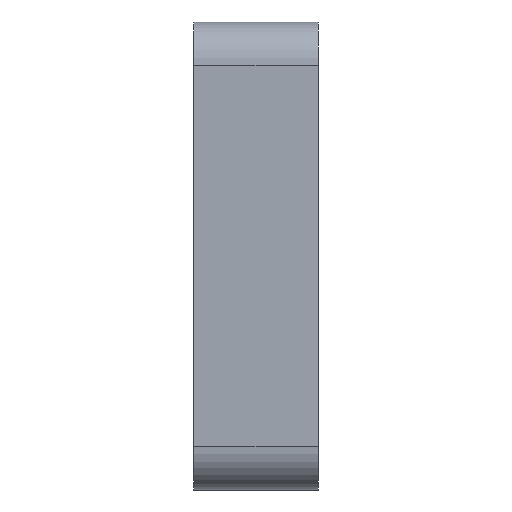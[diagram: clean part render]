
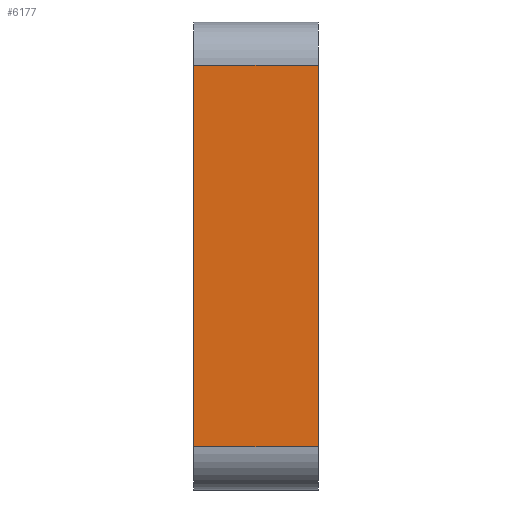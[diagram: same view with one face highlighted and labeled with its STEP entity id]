
A CAD part, left-side view. The second image highlights one B-rep face of the part: STEP entity #6177.
In plain terms, the highlighted planar face has unit normal (-1, 0, 0).
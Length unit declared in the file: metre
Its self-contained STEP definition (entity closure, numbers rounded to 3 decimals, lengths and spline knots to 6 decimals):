
#680=ORIENTED_EDGE('',*,*,#2425,.F.);
#681=ORIENTED_EDGE('',*,*,#2099,.F.);
#682=ORIENTED_EDGE('',*,*,#2423,.T.);
#683=ORIENTED_EDGE('',*,*,#2421,.T.);
#2099=EDGE_CURVE('',#3006,#3007,#3617,.T.);
#2421=EDGE_CURVE('',#3282,#3281,#3885,.T.);
#2423=EDGE_CURVE('',#3006,#3282,#3886,.T.);
#2425=EDGE_CURVE('',#3007,#3281,#3888,.T.);
#3006=VERTEX_POINT('',#8855);
#3007=VERTEX_POINT('',#8857);
#3281=VERTEX_POINT('',#9478);
#3282=VERTEX_POINT('',#9480);
#3617=LINE('',#8856,#4371);
#3885=LINE('',#9479,#4639);
#3886=LINE('',#9483,#4640);
#3888=LINE('',#9486,#4642);
#4371=VECTOR('',#7113,1.);
#4639=VECTOR('',#7541,1.);
#4640=VECTOR('',#7546,1.);
#4642=VECTOR('',#7550,1.);
#5165=EDGE_LOOP('',(#680,#681,#682,#683));
#5549=FACE_BOUND('',#5165,.T.);
#5909=PLANE('',#6677);
#6177=ADVANCED_FACE('',(#5549),#5909,.F.);
#6677=AXIS2_PLACEMENT_3D('',#9485,#7548,#7549);
#7113=DIRECTION('',(0.,0.,-1.));
#7541=DIRECTION('',(0.,0.,-1.));
#7546=DIRECTION('',(0.,1.,0.));
#7548=DIRECTION('',(1.,0.,0.));
#7549=DIRECTION('',(0.,0.,-1.));
#7550=DIRECTION('',(0.,1.,0.));
#8855=CARTESIAN_POINT('',(-0.04325,-0.0026,0.03525));
#8856=CARTESIAN_POINT('',(-0.04325,-0.0026,0.));
#8857=CARTESIAN_POINT('',(-0.04325,-0.0026,-0.03525));
#9478=CARTESIAN_POINT('',(-0.04325,0.0205,-0.03525));
#9479=CARTESIAN_POINT('',(-0.04325,0.0205,0.));
#9480=CARTESIAN_POINT('',(-0.04325,0.0205,0.03525));
#9483=CARTESIAN_POINT('',(-0.04325,-0.001402,0.03525));
#9485=CARTESIAN_POINT('',(-0.04325,-0.001402,0.));
#9486=CARTESIAN_POINT('',(-0.04325,-0.001402,-0.03525));
